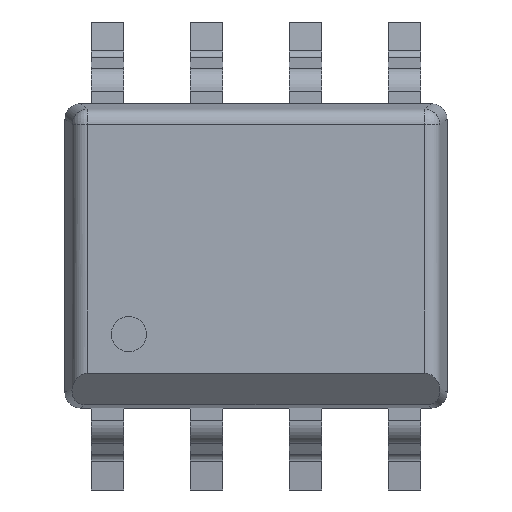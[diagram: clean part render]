
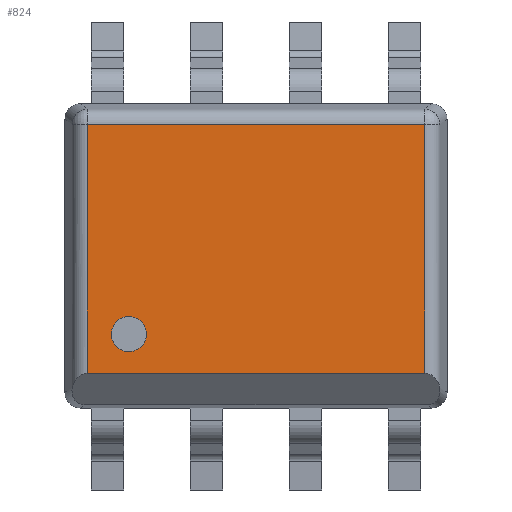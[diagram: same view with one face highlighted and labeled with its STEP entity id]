
A CAD part, top view. The second image highlights one B-rep face of the part: STEP entity #824.
In plain terms, the highlighted planar face has unit normal (0, 0, 1).
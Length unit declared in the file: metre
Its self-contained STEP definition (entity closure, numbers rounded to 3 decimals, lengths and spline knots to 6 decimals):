
#824 = ADVANCED_FACE( '', ( #2110, #2111 ), #2112, .F. );
#1002 = EDGE_CURVE( '', #1912, #1762, #2372, .T. );
#1160 = EDGE_CURVE( '', #1762, #1790, #2589, .T. );
#1208 = EDGE_CURVE( '', #2528, #1912, #2652, .T. );
#1244 = EDGE_CURVE( '', #1790, #2528, #2697, .T. );
#1358 = EDGE_CURVE( '', #2837, #2837, #2838, .T. );
#1762 = VERTEX_POINT( '', #3306 );
#1790 = VERTEX_POINT( '', #3345 );
#1912 = VERTEX_POINT( '', #3521 );
#2110 = FACE_OUTER_BOUND( '', #3785, .T. );
#2111 = FACE_BOUND( '', #3786, .T. );
#2112 = PLANE( '', #3787 );
#2372 = LINE( '', #4176, #4177 );
#2528 = VERTEX_POINT( '', #4424 );
#2589 = LINE( '', #4513, #4514 );
#2652 = LINE( '', #4606, #4607 );
#2697 = LINE( '', #4674, #4675 );
#2837 = VERTEX_POINT( '', #4893 );
#2838 = CIRCLE( '', #4894, 0.000225 );
#3306 = CARTESIAN_POINT( '', ( 0.002161, -0.001505, 0.00165 ) );
#3345 = CARTESIAN_POINT( '', ( -0.002161, -0.001505, 0.00165 ) );
#3521 = CARTESIAN_POINT( '', ( 0.002161, 0.001684, 0.00165 ) );
#3785 = EDGE_LOOP( '', ( #5895, #5896, #5897, #5898 ) );
#3786 = EDGE_LOOP( '', ( #5899 ) );
#3787 = AXIS2_PLACEMENT_3D( '', #5900, #5901, #5902 );
#4176 = CARTESIAN_POINT( '', ( 0.002161, 0.000036, 0.00165 ) );
#4177 = VECTOR( '', #6222, 1. );
#4424 = CARTESIAN_POINT( '', ( -0.002161, 0.001684, 0.00165 ) );
#4513 = CARTESIAN_POINT( '', ( 0., -0.001505, 0.00165 ) );
#4514 = VECTOR( '', #6467, 1. );
#4606 = CARTESIAN_POINT( '', ( 0., 0.001684, 0.00165 ) );
#4607 = VECTOR( '', #6556, 1. );
#4674 = CARTESIAN_POINT( '', ( -0.002161, 0.000036, 0.00165 ) );
#4675 = VECTOR( '', #6609, 1. );
#4893 = CARTESIAN_POINT( '', ( -0.00163, -0.000779, 0.00165 ) );
#4894 = AXIS2_PLACEMENT_3D( '', #6786, #6787, #6788 );
#5895 = ORIENTED_EDGE( '', *, *, #1244, .F. );
#5896 = ORIENTED_EDGE( '', *, *, #1160, .F. );
#5897 = ORIENTED_EDGE( '', *, *, #1002, .F. );
#5898 = ORIENTED_EDGE( '', *, *, #1208, .F. );
#5899 = ORIENTED_EDGE( '', *, *, #1358, .T. );
#5900 = CARTESIAN_POINT( '', ( 0.00245, 0.002022, 0.00165 ) );
#5901 = DIRECTION( '', ( 0., 0., -1. ) );
#5902 = DIRECTION( '', ( 0., -1., 0. ) );
#6222 = DIRECTION( '', ( 0., -1., 0. ) );
#6467 = DIRECTION( '', ( -1., 0., 0. ) );
#6556 = DIRECTION( '', ( 1., 0., 0. ) );
#6609 = DIRECTION( '', ( 0., 1., 0. ) );
#6786 = CARTESIAN_POINT( '', ( -0.00163, -0.001004, 0.00165 ) );
#6787 = DIRECTION( '', ( 0., 0., -1. ) );
#6788 = DIRECTION( '', ( 0., 1., 0. ) );
